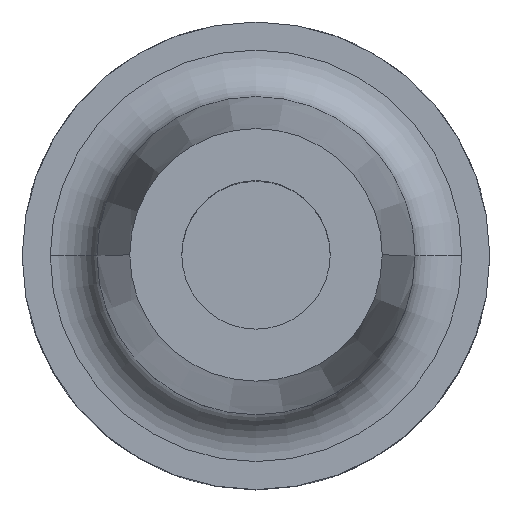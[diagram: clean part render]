
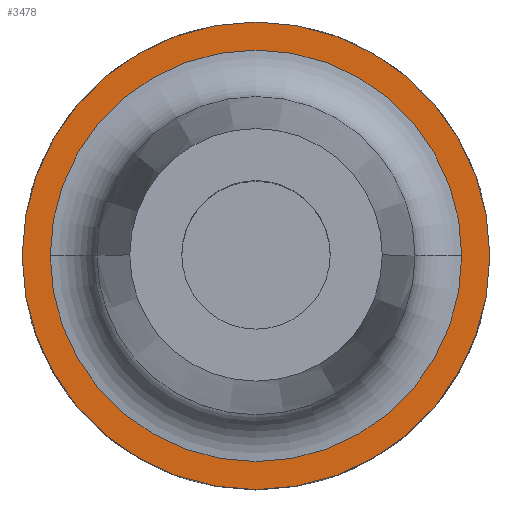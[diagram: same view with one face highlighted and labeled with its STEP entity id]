
A CAD part, top view. The second image highlights one B-rep face of the part: STEP entity #3478.
In plain terms, the highlighted planar face has unit normal (0, 0, 1).
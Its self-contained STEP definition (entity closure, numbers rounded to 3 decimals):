
#186 = PLANE ( 'NONE',  #3127 ) ;
#194 = DIRECTION ( 'NONE',  ( -1., 0., 0. ) ) ;
#244 = DIRECTION ( 'NONE',  ( 0., 0., -1. ) ) ;
#331 = DIRECTION ( 'NONE',  ( 1., 0., 0. ) ) ;
#392 = AXIS2_PLACEMENT_3D ( 'NONE', #3601, #1770, #331 ) ;
#457 = FACE_BOUND ( 'NONE', #2131, .T. ) ;
#786 = CARTESIAN_POINT ( 'NONE',  ( 0., 0., 20. ) ) ;
#1125 = DIRECTION ( 'NONE',  ( -1., 0., 0. ) ) ;
#1136 = EDGE_CURVE ( 'NONE', #3110, #1566, #2225, .T. ) ;
#1334 = CIRCLE ( 'NONE', #3428, 22. ) ;
#1405 = VERTEX_POINT ( 'NONE', #2339 ) ;
#1566 = VERTEX_POINT ( 'NONE', #4586 ) ;
#1686 = CIRCLE ( 'NONE', #4467, 22. ) ;
#1704 = CARTESIAN_POINT ( 'NONE',  ( -22., 0., 20. ) ) ;
#1759 = EDGE_CURVE ( 'NONE', #1566, #3110, #3359, .T. ) ;
#1770 = DIRECTION ( 'NONE',  ( 0., 0., 1. ) ) ;
#2110 = ORIENTED_EDGE ( 'NONE', *, *, #1136, .T. ) ;
#2131 = EDGE_LOOP ( 'NONE', ( #4412, #4652 ) ) ;
#2225 = CIRCLE ( 'NONE', #2814, 25. ) ;
#2291 = DIRECTION ( 'NONE',  ( 0., 0., -1. ) ) ;
#2339 = CARTESIAN_POINT ( 'NONE',  ( 22., 0., 20. ) ) ;
#2694 = DIRECTION ( 'NONE',  ( -1., 0., 0. ) ) ;
#2814 = AXIS2_PLACEMENT_3D ( 'NONE', #2902, #2933, #3181 ) ;
#2902 = CARTESIAN_POINT ( 'NONE',  ( 0., 0., 20. ) ) ;
#2933 = DIRECTION ( 'NONE',  ( 0., 0., 1. ) ) ;
#3110 = VERTEX_POINT ( 'NONE', #3291 ) ;
#3127 = AXIS2_PLACEMENT_3D ( 'NONE', #4601, #244, #2694 ) ;
#3143 = FACE_OUTER_BOUND ( 'NONE', #4061, .T. ) ;
#3181 = DIRECTION ( 'NONE',  ( 1., 0., 0. ) ) ;
#3250 = DIRECTION ( 'NONE',  ( 0., 0., -1. ) ) ;
#3272 = EDGE_CURVE ( 'NONE', #1405, #3763, #1686, .T. ) ;
#3291 = CARTESIAN_POINT ( 'NONE',  ( 25., 0., 20. ) ) ;
#3359 = CIRCLE ( 'NONE', #392, 25. ) ;
#3428 = AXIS2_PLACEMENT_3D ( 'NONE', #4554, #2291, #194 ) ;
#3478 = ADVANCED_FACE ( 'NONE', ( #457, #3143 ), #186, .F. ) ;
#3520 = ORIENTED_EDGE ( 'NONE', *, *, #1759, .T. ) ;
#3601 = CARTESIAN_POINT ( 'NONE',  ( 0., 0., 20. ) ) ;
#3763 = VERTEX_POINT ( 'NONE', #1704 ) ;
#4061 = EDGE_LOOP ( 'NONE', ( #2110, #3520 ) ) ;
#4362 = EDGE_CURVE ( 'NONE', #3763, #1405, #1334, .T. ) ;
#4412 = ORIENTED_EDGE ( 'NONE', *, *, #4362, .T. ) ;
#4467 = AXIS2_PLACEMENT_3D ( 'NONE', #786, #3250, #1125 ) ;
#4554 = CARTESIAN_POINT ( 'NONE',  ( 0., 0., 20. ) ) ;
#4586 = CARTESIAN_POINT ( 'NONE',  ( -25., 0., 20. ) ) ;
#4601 = CARTESIAN_POINT ( 'NONE',  ( 0., 0., 20. ) ) ;
#4652 = ORIENTED_EDGE ( 'NONE', *, *, #3272, .T. ) ;
